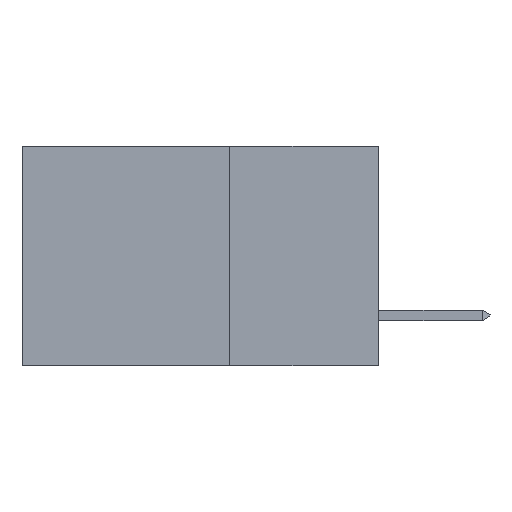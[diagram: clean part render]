
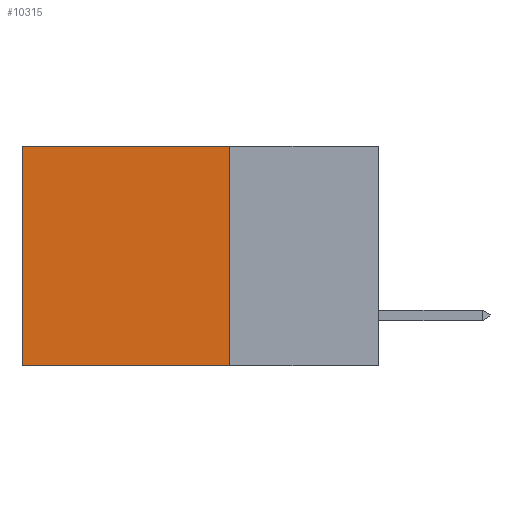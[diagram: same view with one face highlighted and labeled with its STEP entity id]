
A CAD part, left-side view. The second image highlights one B-rep face of the part: STEP entity #10315.
In plain terms, the highlighted planar face has unit normal (-1, 0, 0).
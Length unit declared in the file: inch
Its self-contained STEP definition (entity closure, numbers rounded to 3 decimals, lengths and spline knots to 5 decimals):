
#7 = EDGE_CURVE ( 'NONE', #1991, #4962, #3627, .T. ) ;
#106 = DIRECTION ( 'NONE',  ( 0., 1., 0. ) ) ;
#753 = CARTESIAN_POINT ( 'NONE',  ( 0.298, 0.25, -0.37 ) ) ;
#1038 = AXIS2_PLACEMENT_3D ( 'NONE', #4522, #6347, #5469 ) ;
#1099 = CARTESIAN_POINT ( 'NONE',  ( 0.298, 0.6, 0. ) ) ;
#1870 = ORIENTED_EDGE ( 'NONE', *, *, #1891, .T. ) ;
#1891 = EDGE_CURVE ( 'NONE', #1991, #9915, #6562, .T. ) ;
#1909 = ORIENTED_EDGE ( 'NONE', *, *, #7451, .F. ) ;
#1991 = VERTEX_POINT ( 'NONE', #3253 ) ;
#2594 = FACE_OUTER_BOUND ( 'NONE', #3981, .T. ) ;
#3253 = CARTESIAN_POINT ( 'NONE',  ( 0.298, 0.25, 0. ) ) ;
#3627 = LINE ( 'NONE', #4073, #4467 ) ;
#3664 = VECTOR ( 'NONE', #6484, 39.37008 ) ;
#3949 = VERTEX_POINT ( 'NONE', #4256 ) ;
#3981 = EDGE_LOOP ( 'NONE', ( #9895, #1909, #9351, #1870 ) ) ;
#4073 = CARTESIAN_POINT ( 'NONE',  ( 0.298, 0.25, 0. ) ) ;
#4256 = CARTESIAN_POINT ( 'NONE',  ( 0.298, 0.6, -0.37 ) ) ;
#4467 = VECTOR ( 'NONE', #11300, 39.37008 ) ;
#4522 = CARTESIAN_POINT ( 'NONE',  ( 0.298, 0.25, 0. ) ) ;
#4962 = VERTEX_POINT ( 'NONE', #753 ) ;
#5348 = LINE ( 'NONE', #1099, #3664 ) ;
#5469 = DIRECTION ( 'NONE',  ( 0., 0., -1. ) ) ;
#6347 = DIRECTION ( 'NONE',  ( 1., 0., 0. ) ) ;
#6444 = CARTESIAN_POINT ( 'NONE',  ( 0.298, 0.25, 0. ) ) ;
#6484 = DIRECTION ( 'NONE',  ( 0., 0., -1. ) ) ;
#6562 = LINE ( 'NONE', #6444, #10237 ) ;
#6942 = CARTESIAN_POINT ( 'NONE',  ( 0.298, 0.6, 0. ) ) ;
#7305 = EDGE_CURVE ( 'NONE', #9915, #3949, #5348, .T. ) ;
#7451 = EDGE_CURVE ( 'NONE', #4962, #3949, #9741, .T. ) ;
#8210 = VECTOR ( 'NONE', #11062, 39.37008 ) ;
#8258 = PLANE ( 'NONE',  #1038 ) ;
#9351 = ORIENTED_EDGE ( 'NONE', *, *, #7, .F. ) ;
#9741 = LINE ( 'NONE', #11023, #8210 ) ;
#9895 = ORIENTED_EDGE ( 'NONE', *, *, #7305, .T. ) ;
#9915 = VERTEX_POINT ( 'NONE', #6942 ) ;
#10237 = VECTOR ( 'NONE', #106, 39.37008 ) ;
#10315 = ADVANCED_FACE ( 'NONE', ( #2594 ), #8258, .F. ) ;
#11023 = CARTESIAN_POINT ( 'NONE',  ( 0.298, 0.25, -0.37 ) ) ;
#11062 = DIRECTION ( 'NONE',  ( 0., 1., 0. ) ) ;
#11300 = DIRECTION ( 'NONE',  ( 0., 0., -1. ) ) ;
